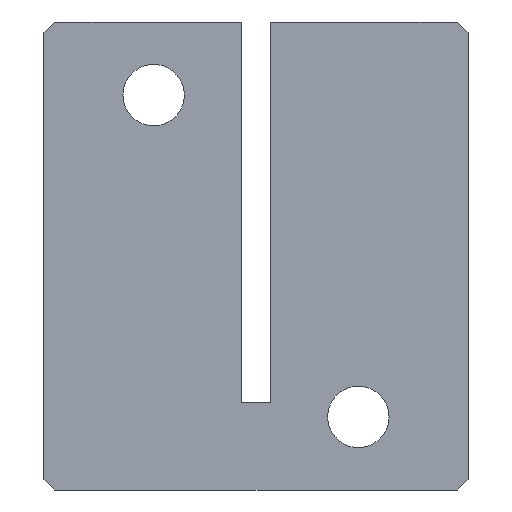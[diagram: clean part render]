
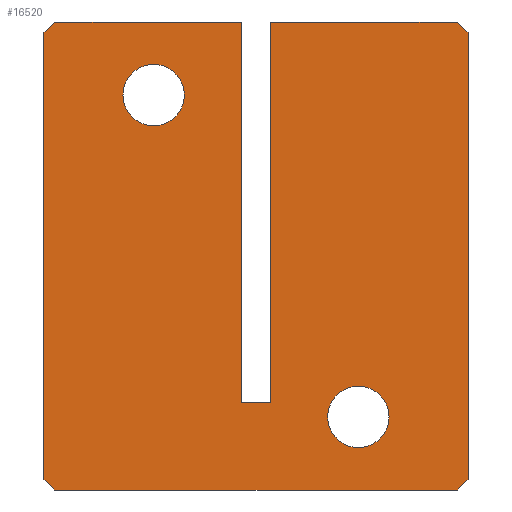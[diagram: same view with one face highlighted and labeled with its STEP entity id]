
A CAD part, front view. The second image highlights one B-rep face of the part: STEP entity #16520.
In plain terms, the highlighted planar face has unit normal (0, -1, 0).
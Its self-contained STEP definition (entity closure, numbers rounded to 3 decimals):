
#88 = VERTEX_POINT ( 'NONE', #1485 ) ;
#118 = VERTEX_POINT ( 'NONE', #1449 ) ;
#134 = VERTEX_POINT ( 'NONE', #1461 ) ;
#156 = VERTEX_POINT ( 'NONE', #1562 ) ;
#163 = VERTEX_POINT ( 'NONE', #1504 ) ;
#164 = VERTEX_POINT ( 'NONE', #1550 ) ;
#175 = VERTEX_POINT ( 'NONE', #1516 ) ;
#181 = VERTEX_POINT ( 'NONE', #1549 ) ;
#196 = VERTEX_POINT ( 'NONE', #1513 ) ;
#227 = VERTEX_POINT ( 'NONE', #1541 ) ;
#228 = VERTEX_POINT ( 'NONE', #1538 ) ;
#230 = VERTEX_POINT ( 'NONE', #1534 ) ;
#232 = VERTEX_POINT ( 'NONE', #1539 ) ;
#237 = VERTEX_POINT ( 'NONE', #1604 ) ;
#252 = VERTEX_POINT ( 'NONE', #1603 ) ;
#254 = VERTEX_POINT ( 'NONE', #1570 ) ;
#439 = ORIENTED_EDGE ( 'NONE', *, *, #771, .T. ) ;
#441 = ORIENTED_EDGE ( 'NONE', *, *, #599, .T. ) ;
#452 = ORIENTED_EDGE ( 'NONE', *, *, #679, .F. ) ;
#463 = ORIENTED_EDGE ( 'NONE', *, *, #751, .F. ) ;
#480 = ORIENTED_EDGE ( 'NONE', *, *, #711, .F. ) ;
#492 = ORIENTED_EDGE ( 'NONE', *, *, #686, .F. ) ;
#516 = ORIENTED_EDGE ( 'NONE', *, *, #666, .F. ) ;
#519 = ORIENTED_EDGE ( 'NONE', *, *, #704, .F. ) ;
#551 = ORIENTED_EDGE ( 'NONE', *, *, #648, .T. ) ;
#553 = ORIENTED_EDGE ( 'NONE', *, *, #722, .T. ) ;
#556 = ORIENTED_EDGE ( 'NONE', *, *, #615, .T. ) ;
#563 = ORIENTED_EDGE ( 'NONE', *, *, #723, .T. ) ;
#564 = ORIENTED_EDGE ( 'NONE', *, *, #694, .T. ) ;
#566 = ORIENTED_EDGE ( 'NONE', *, *, #770, .F. ) ;
#568 = ORIENTED_EDGE ( 'NONE', *, *, #698, .F. ) ;
#575 = ORIENTED_EDGE ( 'NONE', *, *, #761, .T. ) ;
#599 = EDGE_CURVE ( 'NONE', #88, #181, #1097, .T. ) ;
#615 = EDGE_CURVE ( 'NONE', #156, #118, #1152, .T. ) ;
#648 = EDGE_CURVE ( 'NONE', #118, #156, #1151, .T. ) ;
#666 = EDGE_CURVE ( 'NONE', #254, #230, #1173, .T. ) ;
#679 = EDGE_CURVE ( 'NONE', #237, #175, #1202, .T. ) ;
#686 = EDGE_CURVE ( 'NONE', #163, #254, #1189, .T. ) ;
#694 = EDGE_CURVE ( 'NONE', #134, #252, #1193, .T. ) ;
#698 = EDGE_CURVE ( 'NONE', #175, #163, #1203, .T. ) ;
#704 = EDGE_CURVE ( 'NONE', #232, #252, #1178, .T. ) ;
#711 = EDGE_CURVE ( 'NONE', #164, #237, #1184, .T. ) ;
#722 = EDGE_CURVE ( 'NONE', #196, #230, #1243, .T. ) ;
#723 = EDGE_CURVE ( 'NONE', #232, #227, #1225, .T. ) ;
#751 = EDGE_CURVE ( 'NONE', #134, #228, #1248, .T. ) ;
#761 = EDGE_CURVE ( 'NONE', #164, #228, #1270, .T. ) ;
#770 = EDGE_CURVE ( 'NONE', #196, #227, #1227, .T. ) ;
#771 = EDGE_CURVE ( 'NONE', #181, #88, #1265, .T. ) ;
#1097 = CIRCLE ( 'NONE', #1852, 2.1 ) ;
#1151 = CIRCLE ( 'NONE', #1858, 2.1 ) ;
#1152 = CIRCLE ( 'NONE', #1851, 2.1 ) ;
#1173 = LINE ( 'NONE', #1980, #1205 ) ;
#1176 = VECTOR ( 'NONE', #2217, 1000. ) ;
#1178 = LINE ( 'NONE', #2392, #1179 ) ;
#1179 = VECTOR ( 'NONE', #2395, 1000. ) ;
#1184 = LINE ( 'NONE', #2569, #1185 ) ;
#1185 = VECTOR ( 'NONE', #2589, 1000. ) ;
#1189 = LINE ( 'NONE', #2179, #1196 ) ;
#1193 = LINE ( 'NONE', #2296, #1198 ) ;
#1196 = VECTOR ( 'NONE', #2273, 1000. ) ;
#1198 = VECTOR ( 'NONE', #2329, 1000. ) ;
#1202 = LINE ( 'NONE', #2135, #1176 ) ;
#1203 = LINE ( 'NONE', #2282, #1204 ) ;
#1204 = VECTOR ( 'NONE', #2284, 1000. ) ;
#1205 = VECTOR ( 'NONE', #2040, 1000. ) ;
#1217 = VECTOR ( 'NONE', #2852, 1000. ) ;
#1225 = LINE ( 'NONE', #2810, #1217 ) ;
#1227 = LINE ( 'NONE', #3552, #1268 ) ;
#1231 = VECTOR ( 'NONE', #2818, 1000. ) ;
#1243 = LINE ( 'NONE', #2855, #1231 ) ;
#1248 = LINE ( 'NONE', #3088, #1258 ) ;
#1252 = VECTOR ( 'NONE', #3300, 1000. ) ;
#1258 = VECTOR ( 'NONE', #3133, 1000. ) ;
#1265 = CIRCLE ( 'NONE', #1876, 2.1 ) ;
#1268 = VECTOR ( 'NONE', #3541, 1000. ) ;
#1270 = LINE ( 'NONE', #3269, #1252 ) ;
#1449 = CARTESIAN_POINT ( 'NONE',  ( 21.5, 0., -8.9 ) ) ;
#1461 = CARTESIAN_POINT ( 'NONE',  ( 0., 0., -15.25 ) ) ;
#1485 = CARTESIAN_POINT ( 'NONE',  ( 7.5, 0., 8.9 ) ) ;
#1504 = CARTESIAN_POINT ( 'NONE',  ( 15.5, 0., -10. ) ) ;
#1513 = CARTESIAN_POINT ( 'NONE',  ( 29., 0., 15.25 ) ) ;
#1516 = CARTESIAN_POINT ( 'NONE',  ( 13.5, 0., -10. ) ) ;
#1534 = CARTESIAN_POINT ( 'NONE',  ( 28.25, 0., 16. ) ) ;
#1538 = CARTESIAN_POINT ( 'NONE',  ( 0., 0., 15.25 ) ) ;
#1539 = CARTESIAN_POINT ( 'NONE',  ( 28.25, 0., -16. ) ) ;
#1541 = CARTESIAN_POINT ( 'NONE',  ( 29., 0., -15.25 ) ) ;
#1549 = CARTESIAN_POINT ( 'NONE',  ( 7.5, 0., 13.1 ) ) ;
#1550 = CARTESIAN_POINT ( 'NONE',  ( 0.75, 0., 16. ) ) ;
#1562 = CARTESIAN_POINT ( 'NONE',  ( 21.5, 0., -13.1 ) ) ;
#1570 = CARTESIAN_POINT ( 'NONE',  ( 15.5, 0., 16. ) ) ;
#1603 = CARTESIAN_POINT ( 'NONE',  ( 0.75, 0., -16. ) ) ;
#1604 = CARTESIAN_POINT ( 'NONE',  ( 13.5, 0., 16. ) ) ;
#1654 = CARTESIAN_POINT ( 'NONE',  ( 7.5, 0., 11. ) ) ;
#1655 = DIRECTION ( 'NONE',  ( 0., 0., 1. ) ) ;
#1682 = DIRECTION ( 'NONE',  ( 0., 1., 0. ) ) ;
#1701 = CARTESIAN_POINT ( 'NONE',  ( 21.5, 0., -11. ) ) ;
#1702 = DIRECTION ( 'NONE',  ( 0., 1., 0. ) ) ;
#1703 = DIRECTION ( 'NONE',  ( 0., 0., 1. ) ) ;
#1851 = AXIS2_PLACEMENT_3D ( 'NONE', #1701, #1702, #1703 ) ;
#1852 = AXIS2_PLACEMENT_3D ( 'NONE', #1654, #1682, #1655 ) ;
#1858 = AXIS2_PLACEMENT_3D ( 'NONE', #1903, #1896, #1906 ) ;
#1876 = AXIS2_PLACEMENT_3D ( 'NONE', #3506, #3546, #3507 ) ;
#1896 = DIRECTION ( 'NONE',  ( 0., 1., 0. ) ) ;
#1903 = CARTESIAN_POINT ( 'NONE',  ( 21.5, 0., -11. ) ) ;
#1906 = DIRECTION ( 'NONE',  ( 0., 0., 1. ) ) ;
#1980 = CARTESIAN_POINT ( 'NONE',  ( 15.5, 0., 16. ) ) ;
#2040 = DIRECTION ( 'NONE',  ( 1., 0., 0. ) ) ;
#2135 = CARTESIAN_POINT ( 'NONE',  ( 13.5, 0., -10. ) ) ;
#2179 = CARTESIAN_POINT ( 'NONE',  ( 15.5, 0., 16. ) ) ;
#2217 = DIRECTION ( 'NONE',  ( 0., 0., -1. ) ) ;
#2273 = DIRECTION ( 'NONE',  ( 0., 0., 1. ) ) ;
#2282 = CARTESIAN_POINT ( 'NONE',  ( 15.5, 0., -10. ) ) ;
#2284 = DIRECTION ( 'NONE',  ( 1., 0., 0. ) ) ;
#2296 = CARTESIAN_POINT ( 'NONE',  ( 0., 0., -15.25 ) ) ;
#2329 = DIRECTION ( 'NONE',  ( 0.707, 0., -0.707 ) ) ;
#2392 = CARTESIAN_POINT ( 'NONE',  ( 0., 0., -16. ) ) ;
#2395 = DIRECTION ( 'NONE',  ( -1., 0., 0. ) ) ;
#2569 = CARTESIAN_POINT ( 'NONE',  ( 0., 0., 16. ) ) ;
#2589 = DIRECTION ( 'NONE',  ( 1., 0., 0. ) ) ;
#2810 = CARTESIAN_POINT ( 'NONE',  ( 28.25, 0., -16. ) ) ;
#2818 = DIRECTION ( 'NONE',  ( -0.707, 0., 0.707 ) ) ;
#2852 = DIRECTION ( 'NONE',  ( 0.707, 0., 0.707 ) ) ;
#2855 = CARTESIAN_POINT ( 'NONE',  ( 29., 0., 15.25 ) ) ;
#3088 = CARTESIAN_POINT ( 'NONE',  ( 0., 0., -16. ) ) ;
#3133 = DIRECTION ( 'NONE',  ( 0., 0., 1. ) ) ;
#3269 = CARTESIAN_POINT ( 'NONE',  ( 0.75, 0., 16. ) ) ;
#3300 = DIRECTION ( 'NONE',  ( -0.707, 0., -0.707 ) ) ;
#3506 = CARTESIAN_POINT ( 'NONE',  ( 7.5, 0., 11. ) ) ;
#3507 = DIRECTION ( 'NONE',  ( 0., 0., 1. ) ) ;
#3541 = DIRECTION ( 'NONE',  ( 0., 0., -1. ) ) ;
#3546 = DIRECTION ( 'NONE',  ( 0., 1., 0. ) ) ;
#3552 = CARTESIAN_POINT ( 'NONE',  ( 29., 0., -16. ) ) ;
#6338 = FACE_BOUND ( 'NONE', #8177, .T. ) ;
#6380 = FACE_OUTER_BOUND ( 'NONE', #8182, .T. ) ;
#6381 = FACE_BOUND ( 'NONE', #8162, .T. ) ;
#6633 = AXIS2_PLACEMENT_3D ( 'NONE', #8599, #8574, #8580 ) ;
#8162 = EDGE_LOOP ( 'NONE', ( #556, #551 ) ) ;
#8177 = EDGE_LOOP ( 'NONE', ( #441, #439 ) ) ;
#8182 = EDGE_LOOP ( 'NONE', ( #463, #564, #519, #563, #566, #553, #516, #492, #568, #452, #480, #575 ) ) ;
#8574 = DIRECTION ( 'NONE',  ( 0., 1., 0. ) ) ;
#8580 = DIRECTION ( 'NONE',  ( 0., 0., 1. ) ) ;
#8581 = PLANE ( 'NONE',  #6633 ) ;
#8599 = CARTESIAN_POINT ( 'NONE',  ( 0., 0., 0. ) ) ;
#16520 = ADVANCED_FACE ( 'NONE', ( #6338, #6380, #6381 ), #8581, .F. ) ;
